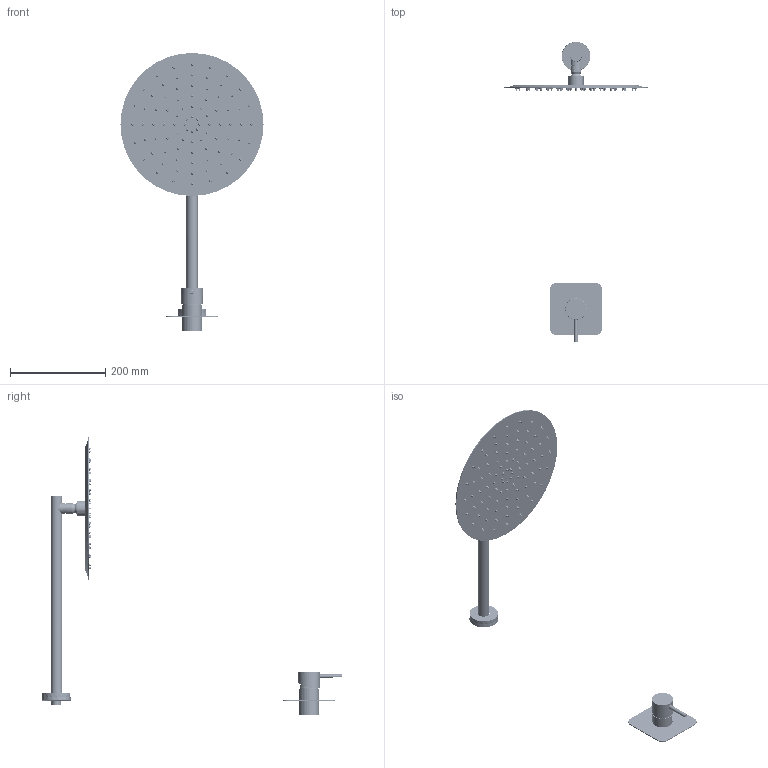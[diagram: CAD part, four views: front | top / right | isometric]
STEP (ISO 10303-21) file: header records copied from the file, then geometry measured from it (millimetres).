
FILE_DESCRIPTION (( 'STEP AP203' ), '1' );
FILE_NAME ('39DP09465.STEP', '2023-12-20T11:14:37', ( '' ), ( '' ), 'SwSTEP 2.0', 'SolidWorks 2021', '' );
FILE_SCHEMA (( 'CONFIG_CONTROL_DESIGN' ));
Products named in the file (1): 39DP09465
Bounding box: 300 x 629.72 x 583.22 mm (x, y, z)
Volume: 319781.6 mm3; surface area: 425267.1 mm2
Topology: 99 solids, 99 shells, 3751 faces, 7650 edges, 4376 vertices
Faces by surface type: bspline 1823, cylinder 1055, plane 558, cone 224, torus 66, sphere 25
Entity records: 133047 total; most frequent: CARTESIAN_POINT 62969, ORIENTED_EDGE 15262, DIRECTION 14116, EDGE_CURVE 7631, AXIS2_PLACEMENT_3D 6341, CIRCLE 4412, VERTEX_POINT 4373, EDGE_LOOP 4240
